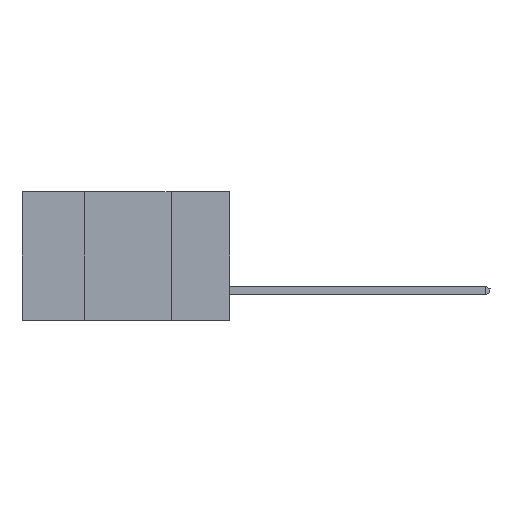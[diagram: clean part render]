
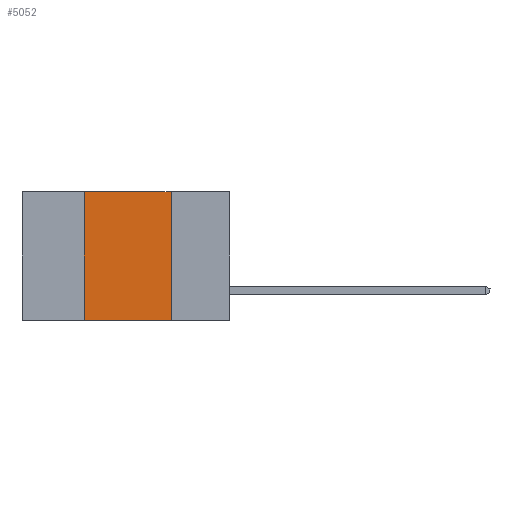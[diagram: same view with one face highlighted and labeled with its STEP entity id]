
A CAD part, left-side view. The second image highlights one B-rep face of the part: STEP entity #5052.
In plain terms, the highlighted planar face has unit normal (-1, 0, 0).
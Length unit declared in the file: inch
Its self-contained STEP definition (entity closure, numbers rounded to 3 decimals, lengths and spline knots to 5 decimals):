
#213 = CARTESIAN_POINT ( 'NONE',  ( 0., 0.6, -0.37 ) ) ;
#888 = VERTEX_POINT ( 'NONE', #7811 ) ;
#1001 = ORIENTED_EDGE ( 'NONE', *, *, #2913, .F. ) ;
#1078 = VERTEX_POINT ( 'NONE', #9190 ) ;
#1376 = DIRECTION ( 'NONE',  ( 0., -1., 0. ) ) ;
#1471 = VERTEX_POINT ( 'NONE', #8127 ) ;
#1645 = FACE_OUTER_BOUND ( 'NONE', #3854, .T. ) ;
#1768 = LINE ( 'NONE', #7601, #7326 ) ;
#2612 = ORIENTED_EDGE ( 'NONE', *, *, #8335, .F. ) ;
#2689 = AXIS2_PLACEMENT_3D ( 'NONE', #8957, #5374, #3224 ) ;
#2913 = EDGE_CURVE ( 'NONE', #4956, #1471, #7814, .T. ) ;
#3224 = DIRECTION ( 'NONE',  ( 0., 0., -1. ) ) ;
#3854 = EDGE_LOOP ( 'NONE', ( #1001, #8655, #2612, #4942 ) ) ;
#4020 = LINE ( 'NONE', #213, #6465 ) ;
#4558 = PLANE ( 'NONE',  #2689 ) ;
#4909 = CARTESIAN_POINT ( 'NONE',  ( 0., 0.17, -0.37 ) ) ;
#4942 = ORIENTED_EDGE ( 'NONE', *, *, #8079, .T. ) ;
#4956 = VERTEX_POINT ( 'NONE', #7663 ) ;
#5027 = VECTOR ( 'NONE', #5579, 39.37008 ) ;
#5052 = ADVANCED_FACE ( 'NONE', ( #1645 ), #4558, .F. ) ;
#5374 = DIRECTION ( 'NONE',  ( 1., 0., 0. ) ) ;
#5527 = EDGE_CURVE ( 'NONE', #1078, #4956, #1768, .T. ) ;
#5579 = DIRECTION ( 'NONE',  ( 0., 0., -1. ) ) ;
#5900 = CARTESIAN_POINT ( 'NONE',  ( 0., 0.42, -0.37 ) ) ;
#6465 = VECTOR ( 'NONE', #6941, 39.37008 ) ;
#6562 = DIRECTION ( 'NONE',  ( 0., 0., 1. ) ) ;
#6941 = DIRECTION ( 'NONE',  ( 0., -1., 0. ) ) ;
#7326 = VECTOR ( 'NONE', #1376, 39.37008 ) ;
#7601 = CARTESIAN_POINT ( 'NONE',  ( 0., 0.6, 0. ) ) ;
#7663 = CARTESIAN_POINT ( 'NONE',  ( 0., 0.17, 0. ) ) ;
#7811 = CARTESIAN_POINT ( 'NONE',  ( 0., 0.42, -0.37 ) ) ;
#7814 = LINE ( 'NONE', #4909, #5027 ) ;
#8079 = EDGE_CURVE ( 'NONE', #888, #1471, #4020, .T. ) ;
#8127 = CARTESIAN_POINT ( 'NONE',  ( 0., 0.17, -0.37 ) ) ;
#8150 = VECTOR ( 'NONE', #6562, 39.37008 ) ;
#8335 = EDGE_CURVE ( 'NONE', #888, #1078, #8705, .T. ) ;
#8655 = ORIENTED_EDGE ( 'NONE', *, *, #5527, .F. ) ;
#8705 = LINE ( 'NONE', #5900, #8150 ) ;
#8957 = CARTESIAN_POINT ( 'NONE',  ( 0., 0.6, 0. ) ) ;
#9190 = CARTESIAN_POINT ( 'NONE',  ( 0., 0.42, 0. ) ) ;
